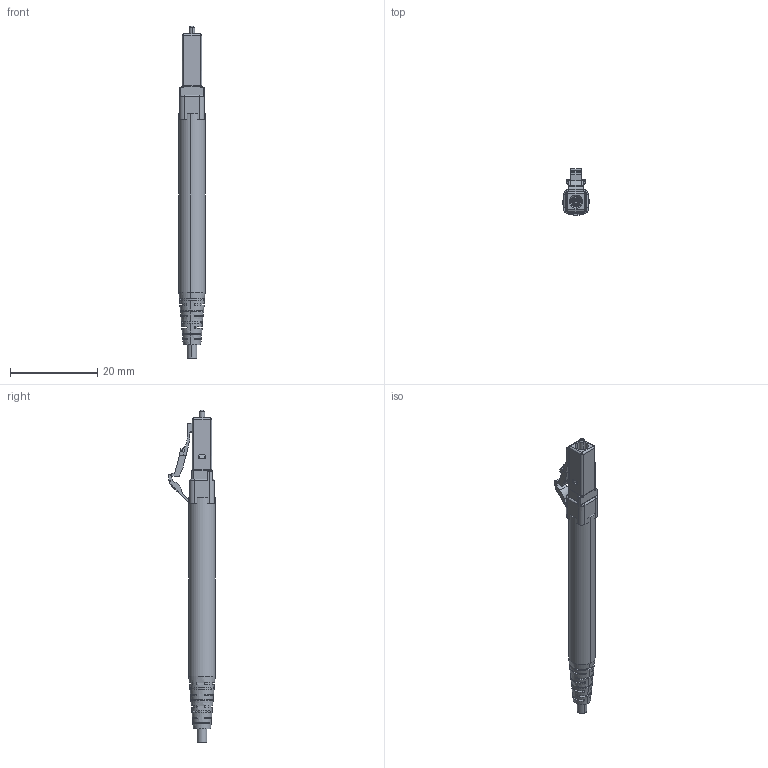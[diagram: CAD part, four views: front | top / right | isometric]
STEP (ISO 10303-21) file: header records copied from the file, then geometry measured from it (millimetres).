
FILE_DESCRIPTION (( 'STEP AP203' ), '1' );
FILE_NAME ('SOC-LC-SMA-20WH-10PK_3D.STEP', '2022-04-23T06:52:38', ( '' ), ( '' ), 'SwSTEP 2.0', 'SolidWorks 2021', '' );
FILE_SCHEMA (( 'CONFIG_CONTROL_DESIGN' ));
Length unit declared in the file: inch
Products named in the file (16): ____________-cap-1.STEP; STCD-0591 LC SOC 2.0MM Connector .STEP; ______________20150720.STEP; SOC______3.05______20150202.STEP; LC______.STEP; ______-soc.STEP; STCD-0591 LC SOC 2.0MM Connector V1.1.STEP; 2.0________.STEP; SOC______-2.0mm.STEP; LC ________.STEP; SOC-LC-SMA-20WH-10PK_3D; SOC________________________-________________________.STEP; SOC________________________-20150908.STEP; LC Flange--UBV3.STEP; UVB3-HOUSING.STEP; SOC________________________-______(________20150908.STEP
Assembly tree (15 placements, depth 4):
  SOC-LC-SMA-20WH-10PK_3D
    STCD-0591 LC SOC 2.0MM Connector .STEP
      STCD-0591 LC SOC 2.0MM Connector V1.1.STEP
        ____________-cap-1.STEP
        UVB3-HOUSING.STEP
        LC Flange--UBV3.STEP
        LC______.STEP
        LC ________.STEP
        SOC______3.05______20150202.STEP
        ______________20150720.STEP
        SOC______-2.0mm.STEP
        2.0________.STEP
        ______-soc.STEP
    SOC________________________-20150908.STEP
      SOC________________________-______(________20150908.STEP
      SOC________________________-________________________.STEP
Bounding box: 6.08 x 10.68 x 76.3 mm (x, y, z)
Volume: 1527.4 mm3; surface area: 5297.6 mm2
Topology: 13 solids, 13 shells, 543 faces, 1331 edges, 843 vertices
Faces by surface type: cylinder 232, plane 217, cone 44, torus 32, bspline 14, sphere 4
Entity records: 24482 total; most frequent: CARTESIAN_POINT 9825, DIRECTION 2790, ORIENTED_EDGE 2654, EDGE_CURVE 1327, AXIS2_PLACEMENT_3D 1062, VERTEX_POINT 843, VECTOR 666, LINE 666
